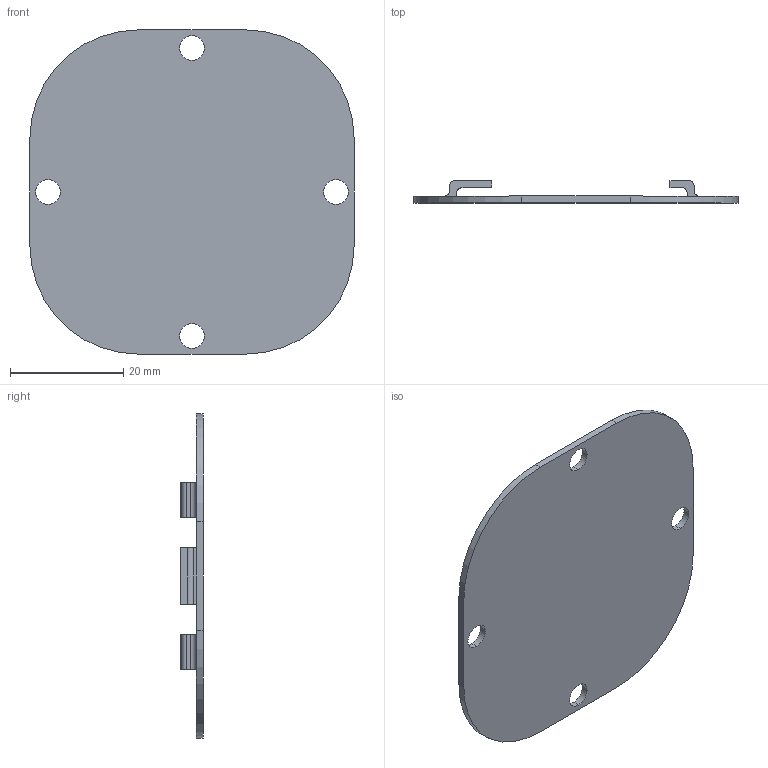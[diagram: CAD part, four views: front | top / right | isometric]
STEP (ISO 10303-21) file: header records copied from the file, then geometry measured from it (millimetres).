
FILE_DESCRIPTION (( 'STEP AP203' ), '1' );
FILE_NAME ('din-clip.STEP', '2024-11-22T00:08:46', ( '' ), ( '' ), 'SwSTEP 2.0', 'SolidWorks 2018', '' );
FILE_SCHEMA (( 'CONFIG_CONTROL_DESIGN' ));
Length unit declared in the file: millimetre
Products named in the file (1): din-clip
Bounding box: 57.15 x 3.97 x 57.15 mm (x, y, z)
Volume: 3744.9 mm3; surface area: 6470.6 mm2
Topology: 1 solids, 1 shells, 48 faces, 129 edges, 86 vertices
Faces by surface type: plane 27, cylinder 21
Entity records: 1608 total; most frequent: DIRECTION 269, CARTESIAN_POINT 264, ORIENTED_EDGE 258, EDGE_CURVE 129, AXIS2_PLACEMENT_3D 91, VECTOR 87, LINE 87, VERTEX_POINT 86
